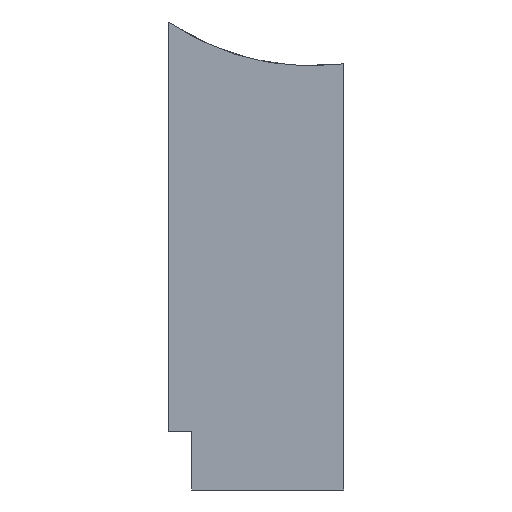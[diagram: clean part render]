
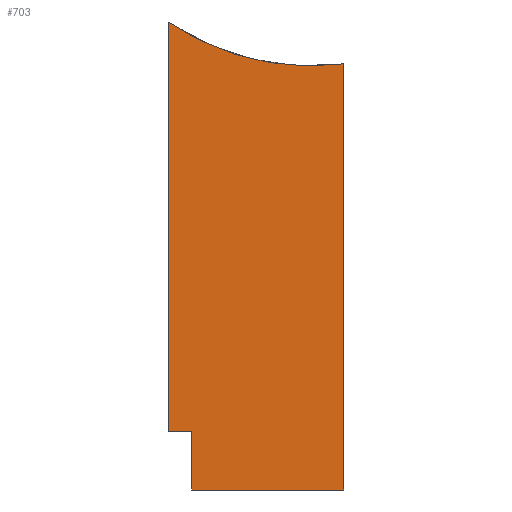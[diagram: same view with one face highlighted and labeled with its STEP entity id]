
A CAD part, left-side view. The second image highlights one B-rep face of the part: STEP entity #703.
In plain terms, the highlighted planar face has unit normal (-1, 0, 0).
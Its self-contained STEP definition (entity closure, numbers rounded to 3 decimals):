
#56=FACE_OUTER_BOUND('',#98,.T.);
#98=EDGE_LOOP('',(#630,#631,#632,#633,#634,#635));
#103=CIRCLE('',#752,216.274);
#171=LINE('',#1067,#263);
#180=LINE('',#1082,#272);
#184=LINE('',#1090,#276);
#193=LINE('',#1113,#285);
#195=LINE('',#1116,#287);
#263=VECTOR('',#867,10.);
#272=VECTOR('',#880,10.);
#276=VECTOR('',#888,10.);
#285=VECTOR('',#917,10.);
#287=VECTOR('',#921,10.);
#340=VERTEX_POINT('',#1064);
#341=VERTEX_POINT('',#1066);
#345=VERTEX_POINT('',#1080);
#347=VERTEX_POINT('',#1088);
#350=VERTEX_POINT('',#1108);
#351=VERTEX_POINT('',#1112);
#420=EDGE_CURVE('',#340,#341,#171,.T.);
#429=EDGE_CURVE('',#345,#340,#180,.T.);
#433=EDGE_CURVE('',#345,#347,#184,.T.);
#443=EDGE_CURVE('',#350,#341,#103,.T.);
#445=EDGE_CURVE('',#351,#350,#193,.T.);
#447=EDGE_CURVE('',#347,#351,#195,.T.);
#630=ORIENTED_EDGE('',*,*,#433,.T.);
#631=ORIENTED_EDGE('',*,*,#447,.T.);
#632=ORIENTED_EDGE('',*,*,#445,.T.);
#633=ORIENTED_EDGE('',*,*,#443,.T.);
#634=ORIENTED_EDGE('',*,*,#420,.F.);
#635=ORIENTED_EDGE('',*,*,#429,.F.);
#670=PLANE('',#754);
#703=ADVANCED_FACE('',(#56),#670,.T.);
#752=AXIS2_PLACEMENT_3D('',#1109,#912,#913);
#754=AXIS2_PLACEMENT_3D('',#1115,#919,#920);
#867=DIRECTION('',(0.,0.,1.));
#880=DIRECTION('',(0.,1.,0.));
#888=DIRECTION('',(0.,0.,-1.));
#912=DIRECTION('center_axis',(1.,0.,0.));
#913=DIRECTION('ref_axis',(0.,-0.13,-0.992));
#917=DIRECTION('',(0.,0.,1.));
#919=DIRECTION('center_axis',(-1.,0.,0.));
#920=DIRECTION('ref_axis',(0.,-1.,0.));
#921=DIRECTION('',(0.,-1.,0.));
#1064=CARTESIAN_POINT('',(-31.,75.,50.));
#1066=CARTESIAN_POINT('',(-31.,75.,400.));
#1067=CARTESIAN_POINT('',(-31.,75.,0.));
#1080=CARTESIAN_POINT('',(-31.,55.,50.));
#1082=CARTESIAN_POINT('',(-31.,75.,50.));
#1088=CARTESIAN_POINT('',(-31.,55.,0.));
#1090=CARTESIAN_POINT('',(-31.,55.,0.));
#1108=CARTESIAN_POINT('',(-31.,-75.,364.222));
#1109=CARTESIAN_POINT('Origin',(-31.,-46.881,578.66));
#1112=CARTESIAN_POINT('',(-31.,-75.,0.));
#1113=CARTESIAN_POINT('',(-31.,-75.,0.));
#1115=CARTESIAN_POINT('Origin',(-31.,75.,0.));
#1116=CARTESIAN_POINT('',(-31.,75.,0.));
